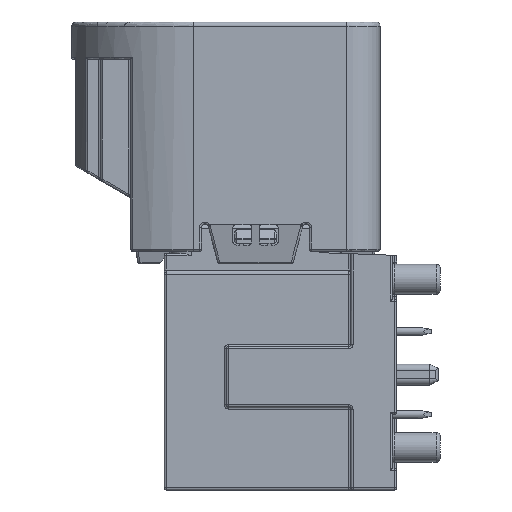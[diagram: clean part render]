
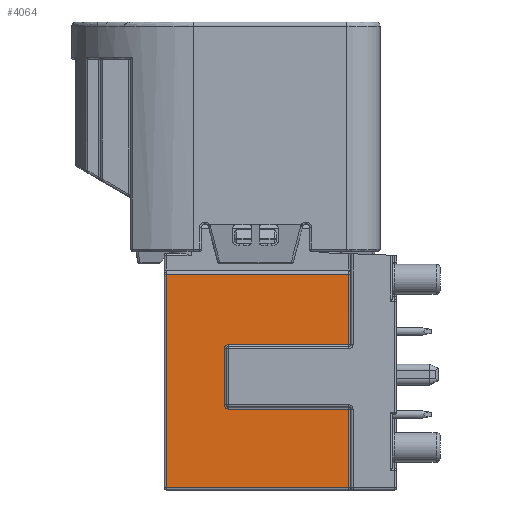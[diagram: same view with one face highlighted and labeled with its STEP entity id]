
A CAD part, left-side view. The second image highlights one B-rep face of the part: STEP entity #4064.
In plain terms, the highlighted face is planar.
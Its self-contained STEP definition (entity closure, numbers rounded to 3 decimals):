
#310 = ORIENTED_EDGE ( 'NONE', *, *, #1506, .T. ) ;
#1009 = LINE ( 'NONE', #8209, #47167 ) ;
#1506 = EDGE_CURVE ( 'NONE', #32760, #45099, #44457, .T. ) ;
#1544 = AXIS2_PLACEMENT_3D ( 'NONE', #40403, #44762, #33787 ) ;
#1754 = PLANE ( 'NONE',  #23476 ) ;
#1782 = VERTEX_POINT ( 'NONE', #47657 ) ;
#1915 = DIRECTION ( 'NONE',  ( 0., 1., 0. ) ) ;
#2563 = CIRCLE ( 'NONE', #25420, 0.2 ) ;
#4064 = ADVANCED_FACE ( 'NONE', ( #32160 ), #1754, .F. ) ;
#6192 = CARTESIAN_POINT ( 'NONE',  ( 4.65, 2.8, 12.15 ) ) ;
#6504 = DIRECTION ( 'NONE',  ( 0., 0., 1. ) ) ;
#6701 = ORIENTED_EDGE ( 'NONE', *, *, #7154, .F. ) ;
#7123 = CARTESIAN_POINT ( 'NONE',  ( 4.65, -6., 12.15 ) ) ;
#7133 = CARTESIAN_POINT ( 'NONE',  ( 4.65, 2.9, 15.55 ) ) ;
#7154 = EDGE_CURVE ( 'NONE', #16803, #1782, #2563, .T. ) ;
#7891 = DIRECTION ( 'NONE',  ( 0., 0., -1. ) ) ;
#8209 = CARTESIAN_POINT ( 'NONE',  ( 4.65, 2.9, 12.15 ) ) ;
#10645 = CARTESIAN_POINT ( 'NONE',  ( 4.65, 0., 15.65 ) ) ;
#11186 = CIRCLE ( 'NONE', #1544, 0.2 ) ;
#11512 = ORIENTED_EDGE ( 'NONE', *, *, #15408, .T. ) ;
#11782 = EDGE_CURVE ( 'NONE', #21061, #44224, #46722, .T. ) ;
#11929 = ORIENTED_EDGE ( 'NONE', *, *, #30564, .F. ) ;
#13255 = CARTESIAN_POINT ( 'NONE',  ( 4.65, 2.8, 15.65 ) ) ;
#14026 = VECTOR ( 'NONE', #40209, 1000. ) ;
#14254 = CARTESIAN_POINT ( 'NONE',  ( 4.65, -6., 18.65 ) ) ;
#14314 = VERTEX_POINT ( 'NONE', #15838 ) ;
#14524 = VERTEX_POINT ( 'NONE', #39381 ) ;
#14622 = VECTOR ( 'NONE', #47154, 1000. ) ;
#15088 = ORIENTED_EDGE ( 'NONE', *, *, #32654, .T. ) ;
#15408 = EDGE_CURVE ( 'NONE', #14314, #32760, #24492, .T. ) ;
#15838 = CARTESIAN_POINT ( 'NONE',  ( 4.65, -0.2, 15.55 ) ) ;
#15890 = EDGE_CURVE ( 'NONE', #16803, #42068, #22175, .T. ) ;
#16667 = EDGE_CURVE ( 'NONE', #40537, #1782, #23891, .T. ) ;
#16803 = VERTEX_POINT ( 'NONE', #37125 ) ;
#19492 = CARTESIAN_POINT ( 'NONE',  ( 4.65, 2.8, 22.45 ) ) ;
#21061 = VERTEX_POINT ( 'NONE', #6192 ) ;
#22175 = LINE ( 'NONE', #10645, #30765 ) ;
#22922 = DIRECTION ( 'NONE',  ( 0., 0., -1. ) ) ;
#22932 = CARTESIAN_POINT ( 'NONE',  ( 4.65, -6., 18.55 ) ) ;
#23476 = AXIS2_PLACEMENT_3D ( 'NONE', #42576, #45641, #1915 ) ;
#23891 = LINE ( 'NONE', #42973, #14026 ) ;
#24492 = LINE ( 'NONE', #7133, #14622 ) ;
#25420 = AXIS2_PLACEMENT_3D ( 'NONE', #47546, #32858, #36711 ) ;
#25717 = CARTESIAN_POINT ( 'NONE',  ( 4.65, 2.9, 22.45 ) ) ;
#26409 = EDGE_LOOP ( 'NONE', ( #42985, #44761, #15088, #30974, #45520, #6701, #34396, #11929, #11512, #310 ) ) ;
#27049 = LINE ( 'NONE', #22932, #28738 ) ;
#27509 = EDGE_CURVE ( 'NONE', #45099, #21061, #1009, .T. ) ;
#28738 = VECTOR ( 'NONE', #7891, 1000. ) ;
#28915 = CARTESIAN_POINT ( 'NONE',  ( 4.65, -6., 15.55 ) ) ;
#29375 = VECTOR ( 'NONE', #6504, 1000. ) ;
#29383 = DIRECTION ( 'NONE',  ( 0., -1., 0. ) ) ;
#30564 = EDGE_CURVE ( 'NONE', #14314, #42068, #11186, .T. ) ;
#30765 = VECTOR ( 'NONE', #22922, 1000. ) ;
#30974 = ORIENTED_EDGE ( 'NONE', *, *, #35666, .T. ) ;
#32160 = FACE_OUTER_BOUND ( 'NONE', #26409, .T. ) ;
#32654 = EDGE_CURVE ( 'NONE', #44224, #14524, #37578, .T. ) ;
#32760 = VERTEX_POINT ( 'NONE', #28915 ) ;
#32858 = DIRECTION ( 'NONE',  ( 1., 0., 0. ) ) ;
#33548 = VECTOR ( 'NONE', #29383, 1000. ) ;
#33787 = DIRECTION ( 'NONE',  ( 0., 1., 0. ) ) ;
#34396 = ORIENTED_EDGE ( 'NONE', *, *, #15890, .T. ) ;
#34773 = CARTESIAN_POINT ( 'NONE',  ( 4.65, 0., 15.75 ) ) ;
#35666 = EDGE_CURVE ( 'NONE', #14524, #40537, #27049, .T. ) ;
#36711 = DIRECTION ( 'NONE',  ( 0., 1., 0. ) ) ;
#37125 = CARTESIAN_POINT ( 'NONE',  ( 4.65, 0., 18.45 ) ) ;
#37578 = LINE ( 'NONE', #25717, #33548 ) ;
#38207 = DIRECTION ( 'NONE',  ( 0., 1., 0. ) ) ;
#39381 = CARTESIAN_POINT ( 'NONE',  ( 4.65, -6., 22.45 ) ) ;
#40209 = DIRECTION ( 'NONE',  ( 0., 1., 0. ) ) ;
#40403 = CARTESIAN_POINT ( 'NONE',  ( 4.65, -0.2, 15.75 ) ) ;
#40537 = VERTEX_POINT ( 'NONE', #14254 ) ;
#42068 = VERTEX_POINT ( 'NONE', #34773 ) ;
#42135 = CARTESIAN_POINT ( 'NONE',  ( 4.65, -6., 12.05 ) ) ;
#42308 = DIRECTION ( 'NONE',  ( 0., 0., -1. ) ) ;
#42576 = CARTESIAN_POINT ( 'NONE',  ( 4.65, 2.9, 15.65 ) ) ;
#42764 = VECTOR ( 'NONE', #42308, 1000. ) ;
#42973 = CARTESIAN_POINT ( 'NONE',  ( 4.65, 2.9, 18.65 ) ) ;
#42985 = ORIENTED_EDGE ( 'NONE', *, *, #27509, .T. ) ;
#44224 = VERTEX_POINT ( 'NONE', #19492 ) ;
#44457 = LINE ( 'NONE', #42135, #42764 ) ;
#44761 = ORIENTED_EDGE ( 'NONE', *, *, #11782, .T. ) ;
#44762 = DIRECTION ( 'NONE',  ( 1., 0., 0. ) ) ;
#45099 = VERTEX_POINT ( 'NONE', #7123 ) ;
#45520 = ORIENTED_EDGE ( 'NONE', *, *, #16667, .T. ) ;
#45641 = DIRECTION ( 'NONE',  ( -1., 0., 0. ) ) ;
#46722 = LINE ( 'NONE', #13255, #29375 ) ;
#47154 = DIRECTION ( 'NONE',  ( 0., -1., 0. ) ) ;
#47167 = VECTOR ( 'NONE', #38207, 1000. ) ;
#47546 = CARTESIAN_POINT ( 'NONE',  ( 4.65, -0.2, 18.45 ) ) ;
#47657 = CARTESIAN_POINT ( 'NONE',  ( 4.65, -0.2, 18.65 ) ) ;
